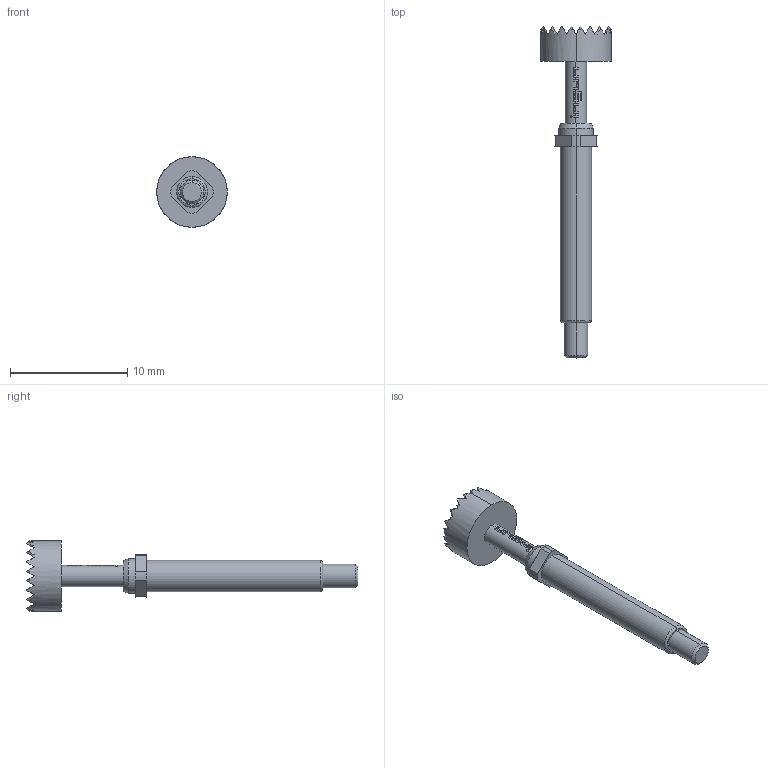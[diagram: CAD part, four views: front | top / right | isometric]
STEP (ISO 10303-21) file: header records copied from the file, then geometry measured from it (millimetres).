
FILE_DESCRIPTION (( 'STEP AP203' ), '1' );
FILE_NAME ('INGUN_GKS-113_306_600_R_xx02_M.STEP', '2022-01-24T08:09:14', ( 'ochi' ), ( '' ), 'SwSTEP 2.0', 'SolidWorks 2018', '' );
FILE_SCHEMA (( 'CONFIG_CONTROL_DESIGN' ));
Length unit declared in the file: millimetre
Products named in the file (1): INGUN_GKS-113_306_600_R_xx02_M
Bounding box: 6 x 28.3 x 6 mm (x, y, z)
Volume: 192.5 mm3; surface area: 336.5 mm2
Topology: 1 solids, 1 shells, 328 faces, 683 edges, 363 vertices
Faces by surface type: plane 248, bspline 40, cylinder 34, cone 4, torus 2
Entity records: 9344 total; most frequent: CARTESIAN_POINT 3235, ORIENTED_EDGE 1366, DIRECTION 1003, EDGE_CURVE 683, VERTEX_POINT 363, LINE 353, VECTOR 353, EDGE_LOOP 334
